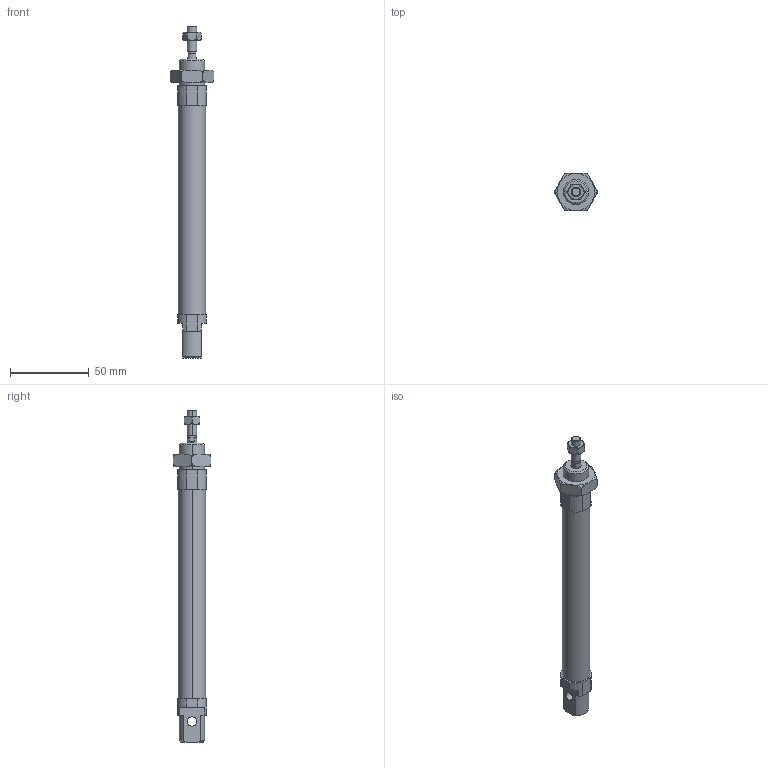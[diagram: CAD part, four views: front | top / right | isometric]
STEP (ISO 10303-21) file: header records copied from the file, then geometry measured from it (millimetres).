
FILE_DESCRIPTION (( 'STEP AP214' ), '1' );
FILE_NAME ('CD85N16-100-B.step.step', '2015-03-31T04:50:20', ( 'Windows User' ), ( '' ), 'SwSTEP 2.0', 'SolidWorks 2015', '' );
FILE_SCHEMA (( 'AUTOMOTIVE_DESIGN' ));
Length unit declared in the file: millimetre
Products named in the file (5): CD85N16-100-B.step; CD85N16-100-B.step_C85-Rod_16; CD85N16-100-B.step_C85-Nut_16; CD85N16-100-B.step_C85-Nut_16R; CD85N16-100-B.step_C85-Body_16N
Assembly tree (4 placements, depth 2):
  CD85N16-100-B.step
    CD85N16-100-B.step_C85-Body_16N
    CD85N16-100-B.step_C85-Rod_16
    CD85N16-100-B.step_C85-Nut_16
    CD85N16-100-B.step_C85-Nut_16R
Bounding box: 27.71 x 24.04 x 211 mm (x, y, z)
Volume: 29562.5 mm3; surface area: 23544.4 mm2
Topology: 4 solids, 4 shells, 106 faces, 252 edges, 162 vertices
Faces by surface type: plane 50, cylinder 36, cone 12, torus 8
Entity records: 4026 total; most frequent: CARTESIAN_POINT 1349, DIRECTION 542, ORIENTED_EDGE 504, EDGE_CURVE 252, AXIS2_PLACEMENT_3D 215, VERTEX_POINT 162, EDGE_LOOP 122, VECTOR 112
